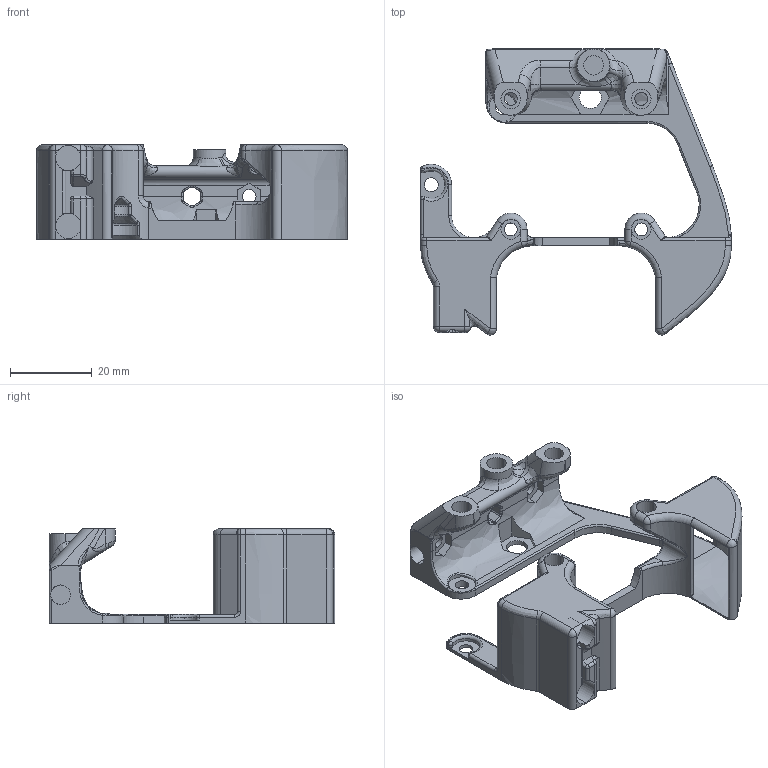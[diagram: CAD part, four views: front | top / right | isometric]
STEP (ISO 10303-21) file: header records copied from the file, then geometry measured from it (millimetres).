
FILE_DESCRIPTION (( 'STEP AP203' ), '1' );
FILE_NAME ('Micro_Stiffy.STEP', '2022-07-01T15:02:32', ( '' ), ( '' ), 'SwSTEP 2.0', 'SolidWorks 2021', '' );
FILE_SCHEMA (( 'CONFIG_CONTROL_DESIGN' ));
Length unit declared in the file: millimetre
Products named in the file (1): Micro_Stiffy
Bounding box: 76.2 x 70.12 x 23.2 mm (x, y, z)
Volume: 17416.6 mm3; surface area: 13848 mm2
Topology: 1 solids, 1 shells, 456 faces, 1187 edges, 705 vertices
Faces by surface type: cylinder 163, plane 124, bspline 106, torus 31, cone 17, sphere 15
Entity records: 19551 total; most frequent: CARTESIAN_POINT 9421, ORIENTED_EDGE 2310, DIRECTION 1887, EDGE_CURVE 1155, AXIS2_PLACEMENT_3D 721, VERTEX_POINT 700, EDGE_LOOP 481, ADVANCED_FACE 456
